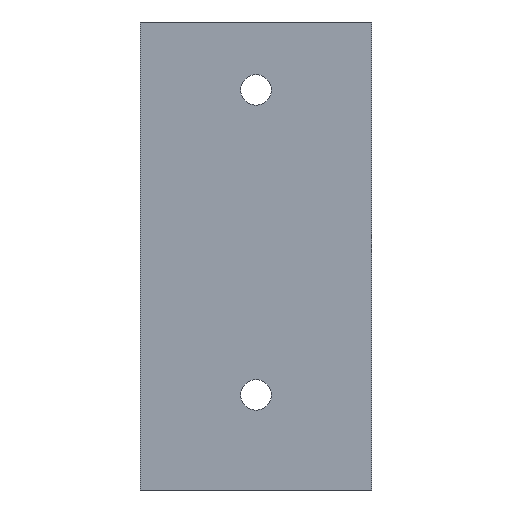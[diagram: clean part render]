
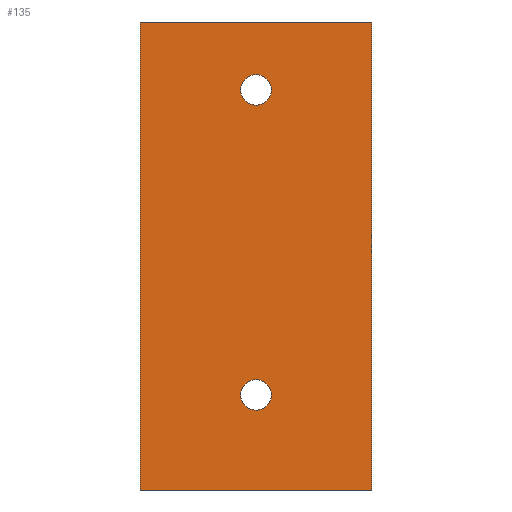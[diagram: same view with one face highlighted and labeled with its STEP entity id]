
A CAD part, front view. The second image highlights one B-rep face of the part: STEP entity #135.
In plain terms, the highlighted planar face has unit normal (0, -1, 0).
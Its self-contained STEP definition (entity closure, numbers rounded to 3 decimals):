
#1 = FACE_BOUND ( 'NONE', #286, .T. ) ;
#5 = DIRECTION ( 'NONE',  ( 0., 1., 0. ) ) ;
#7 = CARTESIAN_POINT ( 'NONE',  ( 2.282, 0., -27. ) ) ;
#9 = EDGE_LOOP ( 'NONE', ( #68, #99, #37, #201 ) ) ;
#12 = CARTESIAN_POINT ( 'NONE',  ( 2.282, 0., -24.75 ) ) ;
#14 = ORIENTED_EDGE ( 'NONE', *, *, #192, .T. ) ;
#26 = FACE_BOUND ( 'NONE', #153, .T. ) ;
#29 = CIRCLE ( 'NONE', #248, 2.25 ) ;
#33 = EDGE_CURVE ( 'NONE', #198, #175, #233, .T. ) ;
#37 = ORIENTED_EDGE ( 'NONE', *, *, #33, .F. ) ;
#38 = VERTEX_POINT ( 'NONE', #158 ) ;
#41 = DIRECTION ( 'NONE',  ( 0., 0., 1. ) ) ;
#45 = EDGE_CURVE ( 'NONE', #38, #157, #296, .T. ) ;
#46 = AXIS2_PLACEMENT_3D ( 'NONE', #316, #204, #292 ) ;
#52 = CIRCLE ( 'NONE', #171, 2.25 ) ;
#54 = LINE ( 'NONE', #162, #106 ) ;
#63 = EDGE_CURVE ( 'NONE', #157, #38, #288, .T. ) ;
#65 = CARTESIAN_POINT ( 'NONE',  ( -14.786, 0., -41. ) ) ;
#67 = VERTEX_POINT ( 'NONE', #164 ) ;
#68 = ORIENTED_EDGE ( 'NONE', *, *, #342, .F. ) ;
#69 = ORIENTED_EDGE ( 'NONE', *, *, #63, .T. ) ;
#76 = AXIS2_PLACEMENT_3D ( 'NONE', #320, #163, #297 ) ;
#89 = LINE ( 'NONE', #65, #227 ) ;
#94 = ORIENTED_EDGE ( 'NONE', *, *, #45, .T. ) ;
#99 = ORIENTED_EDGE ( 'NONE', *, *, #319, .F. ) ;
#106 = VECTOR ( 'NONE', #269, 1000. ) ;
#122 = VERTEX_POINT ( 'NONE', #189 ) ;
#135 = ADVANCED_FACE ( 'NONE', ( #1, #26, #137 ), #186, .T. ) ;
#137 = FACE_OUTER_BOUND ( 'NONE', #9, .T. ) ;
#138 = CARTESIAN_POINT ( 'NONE',  ( 19.35, 0., -41. ) ) ;
#141 = DIRECTION ( 'NONE',  ( 0., 0., -1. ) ) ;
#148 = DIRECTION ( 'NONE',  ( 0., 1., 0. ) ) ;
#153 = EDGE_LOOP ( 'NONE', ( #334, #14 ) ) ;
#155 = AXIS2_PLACEMENT_3D ( 'NONE', #243, #5, #141 ) ;
#157 = VERTEX_POINT ( 'NONE', #211 ) ;
#158 = CARTESIAN_POINT ( 'NONE',  ( 2.282, 0., 15.646 ) ) ;
#162 = CARTESIAN_POINT ( 'NONE',  ( -14.786, 0., 27.896 ) ) ;
#163 = DIRECTION ( 'NONE',  ( 0., -1., 0. ) ) ;
#164 = CARTESIAN_POINT ( 'NONE',  ( -14.786, 0., 27.896 ) ) ;
#171 = AXIS2_PLACEMENT_3D ( 'NONE', #305, #148, #250 ) ;
#173 = CARTESIAN_POINT ( 'NONE',  ( -14.786, 0., 27.896 ) ) ;
#175 = VERTEX_POINT ( 'NONE', #138 ) ;
#185 = EDGE_CURVE ( 'NONE', #67, #198, #54, .T. ) ;
#186 = PLANE ( 'NONE',  #76 ) ;
#189 = CARTESIAN_POINT ( 'NONE',  ( -14.786, 0., -41. ) ) ;
#192 = EDGE_CURVE ( 'NONE', #314, #261, #52, .T. ) ;
#198 = VERTEX_POINT ( 'NONE', #332 ) ;
#201 = ORIENTED_EDGE ( 'NONE', *, *, #185, .F. ) ;
#204 = DIRECTION ( 'NONE',  ( 0., 1., 0. ) ) ;
#207 = VECTOR ( 'NONE', #41, 1000. ) ;
#211 = CARTESIAN_POINT ( 'NONE',  ( 2.282, 0., 20.146 ) ) ;
#227 = VECTOR ( 'NONE', #235, 1000. ) ;
#233 = LINE ( 'NONE', #341, #242 ) ;
#235 = DIRECTION ( 'NONE',  ( -1., 0., 0. ) ) ;
#242 = VECTOR ( 'NONE', #344, 1000. ) ;
#243 = CARTESIAN_POINT ( 'NONE',  ( 2.282, 0., 17.896 ) ) ;
#247 = DIRECTION ( 'NONE',  ( 0., 0., -1. ) ) ;
#248 = AXIS2_PLACEMENT_3D ( 'NONE', #7, #326, #247 ) ;
#250 = DIRECTION ( 'NONE',  ( 0., 0., -1. ) ) ;
#261 = VERTEX_POINT ( 'NONE', #12 ) ;
#269 = DIRECTION ( 'NONE',  ( 1., 0., 0. ) ) ;
#286 = EDGE_LOOP ( 'NONE', ( #69, #94 ) ) ;
#288 = CIRCLE ( 'NONE', #155, 2.25 ) ;
#291 = EDGE_CURVE ( 'NONE', #261, #314, #29, .T. ) ;
#292 = DIRECTION ( 'NONE',  ( 0., 0., -1. ) ) ;
#296 = CIRCLE ( 'NONE', #46, 2.25 ) ;
#297 = DIRECTION ( 'NONE',  ( 0., 0., -1. ) ) ;
#304 = CARTESIAN_POINT ( 'NONE',  ( 2.282, 0., -29.25 ) ) ;
#305 = CARTESIAN_POINT ( 'NONE',  ( 2.282, 0., -27. ) ) ;
#308 = LINE ( 'NONE', #173, #207 ) ;
#314 = VERTEX_POINT ( 'NONE', #304 ) ;
#316 = CARTESIAN_POINT ( 'NONE',  ( 2.282, 0., 17.896 ) ) ;
#319 = EDGE_CURVE ( 'NONE', #175, #122, #89, .T. ) ;
#320 = CARTESIAN_POINT ( 'NONE',  ( 0., 0., 0. ) ) ;
#326 = DIRECTION ( 'NONE',  ( 0., 1., 0. ) ) ;
#332 = CARTESIAN_POINT ( 'NONE',  ( 19.35, 0., 27.896 ) ) ;
#334 = ORIENTED_EDGE ( 'NONE', *, *, #291, .T. ) ;
#341 = CARTESIAN_POINT ( 'NONE',  ( 19.35, 0., 27.896 ) ) ;
#342 = EDGE_CURVE ( 'NONE', #122, #67, #308, .T. ) ;
#344 = DIRECTION ( 'NONE',  ( 0., 0., -1. ) ) ;
